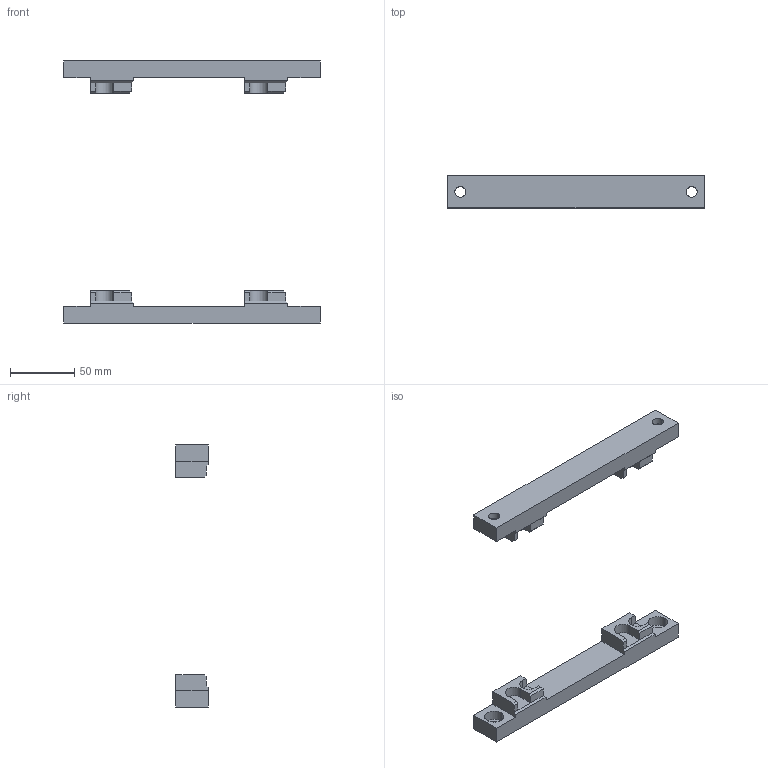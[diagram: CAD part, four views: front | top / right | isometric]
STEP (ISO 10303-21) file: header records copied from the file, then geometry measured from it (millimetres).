
FILE_DESCRIPTION (( 'STEP AP203' ), '1' );
FILE_NAME ('P0423.STEP', '2018-11-28T09:01:20', ( '' ), ( '' ), 'SwSTEP 2.0', 'SolidWorks 2017', '' );
FILE_SCHEMA (( 'CONFIG_CONTROL_DESIGN' ));
Length unit declared in the file: millimetre
Products named in the file (1): P0423
Bounding box: 200 x 25 x 204 mm (x, y, z)
Volume: 148202.2 mm3; surface area: 39901.8 mm2
Topology: 2 solids, 2 shells, 120 faces, 308 edges, 196 vertices
Faces by surface type: plane 96, cylinder 24
Entity records: 3667 total; most frequent: CARTESIAN_POINT 625, ORIENTED_EDGE 616, DIRECTION 598, EDGE_CURVE 308, VECTOR 260, LINE 260, VERTEX_POINT 196, AXIS2_PLACEMENT_3D 169
